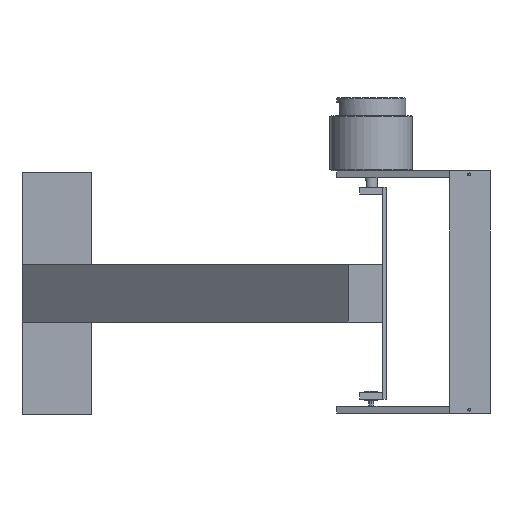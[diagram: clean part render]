
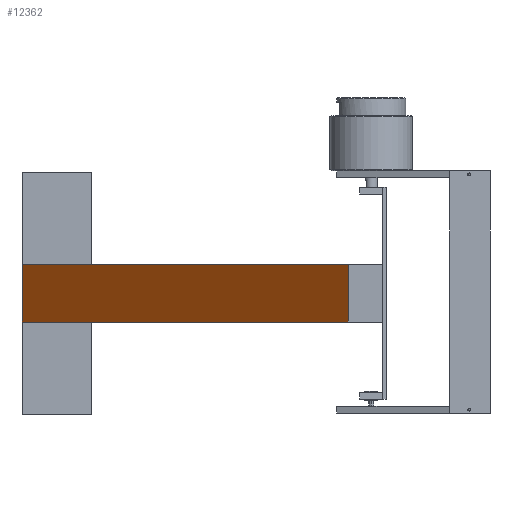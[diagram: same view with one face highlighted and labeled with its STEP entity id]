
A CAD part, left-side view. The second image highlights one B-rep face of the part: STEP entity #12362.
In plain terms, the highlighted face is planar.
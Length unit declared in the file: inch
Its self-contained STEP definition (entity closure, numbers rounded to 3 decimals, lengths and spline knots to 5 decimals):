
#11394=DIRECTION('',(0.,-0.707,0.707));
#11395=VECTOR('',#11394,15.74803);
#11396=CARTESIAN_POINT('',(0.98425,-1.1811,
-0.59055));
#11397=LINE('',#11396,#11395);
#11406=DIRECTION('',(1.,0.,0.));
#11407=VECTOR('',#11406,1.9685);
#11408=CARTESIAN_POINT('',(-0.98425,-1.1811,
-0.59055));
#11409=LINE('',#11408,#11407);
#11414=DIRECTION('',(0.,-0.707,0.707));
#11415=VECTOR('',#11414,15.74803);
#11416=CARTESIAN_POINT('',(-0.98425,-1.1811,
-0.59055));
#11417=LINE('',#11416,#11415);
#11418=DIRECTION('',(1.,0.,0.));
#11419=VECTOR('',#11418,1.9685);
#11420=CARTESIAN_POINT('',(-0.98425,-12.31664,
10.54499));
#11421=LINE('',#11420,#11419);
#11478=CARTESIAN_POINT('',(-0.98425,-1.1811,
-0.59055));
#11479=CARTESIAN_POINT('',(0.98425,-1.1811,
-0.59055));
#11480=VERTEX_POINT('',#11478);
#11481=VERTEX_POINT('',#11479);
#11486=CARTESIAN_POINT('',(-0.98425,-12.31664,
10.54499));
#11488=VERTEX_POINT('',#11486);
#11494=CARTESIAN_POINT('',(0.98425,-12.31664,
10.54499));
#11496=VERTEX_POINT('',#11494);
#12351=CARTESIAN_POINT('',(-0.98425,-1.1811,
-0.59055));
#12352=DIRECTION('',(0.,-0.707,-0.707));
#12353=DIRECTION('',(1.,0.,0.));
#12354=AXIS2_PLACEMENT_3D('',#12351,#12352,#12353);
#12355=PLANE('',#12354);
#12356=ORIENTED_EDGE('',*,*,#12321,.F.);
#12357=ORIENTED_EDGE('',*,*,#12343,.F.);
#12358=ORIENTED_EDGE('',*,*,#11839,.T.);
#12359=ORIENTED_EDGE('',*,*,#11984,.T.);
#12360=EDGE_LOOP('',(#12356,#12357,#12358,#12359));
#12361=FACE_OUTER_BOUND('',#12360,.F.);
#12362=ADVANCED_FACE('',(#12361),#12355,.T.);
#11839=EDGE_CURVE('',#11480,#11488,#11417,.T.);
#11984=EDGE_CURVE('',#11488,#11496,#11421,.T.);
#12321=EDGE_CURVE('',#11481,#11496,#11397,.T.);
#12343=EDGE_CURVE('',#11480,#11481,#11409,.T.);
